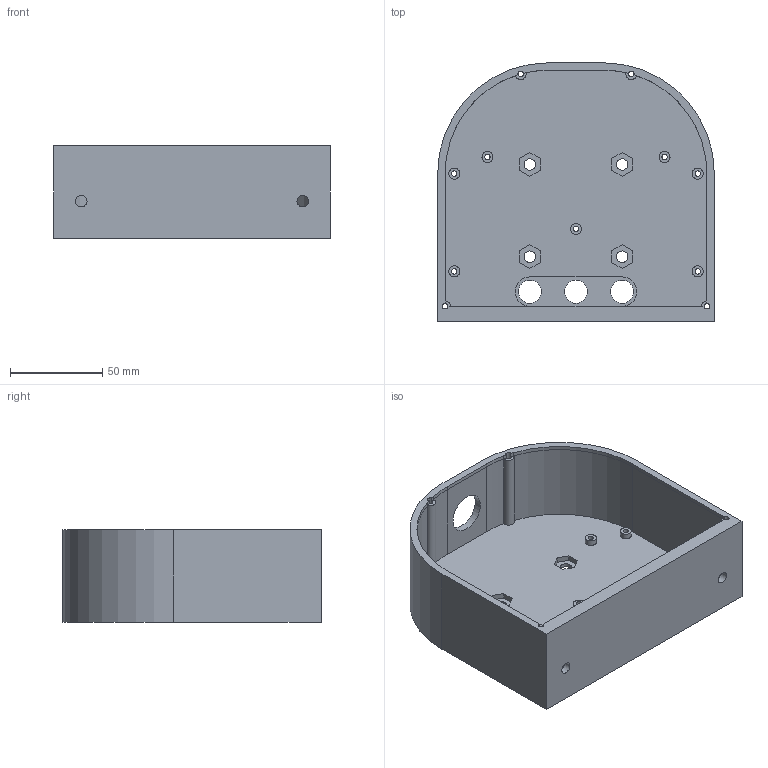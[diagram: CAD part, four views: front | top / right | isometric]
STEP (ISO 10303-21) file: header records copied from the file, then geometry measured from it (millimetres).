
FILE_DESCRIPTION(('FreeCAD Model'),'2;1');
FILE_NAME('Open CASCADE Shape Model','2024-03-04T03:30:37',(''),(''), 'Open CASCADE STEP processor 7.5','FreeCAD','Unknown');
FILE_SCHEMA(('AUTOMOTIVE_DESIGN { 1 0 10303 214 1 1 1 1 }'));
Length unit declared in the file: millimetre
Products named in the file (1): Body
Bounding box: 150 x 140 x 50 mm (x, y, z)
Volume: 208320.8 mm3; surface area: 90413.3 mm2
Topology: 1 solids, 1 shells, 123 faces, 310 edges, 199 vertices
Faces by surface type: plane 75, cylinder 48
Full cylindrical faces by diameter (mm): 2.9 x11, 6 x7, 6.2 x6, 12.5 x3, 21 x1
Entity records: 7830 total; most frequent: CARTESIAN_POINT 1283, DIRECTION 1272, LINE 736, VECTOR 736, ORIENTED_EDGE 620, PCURVE 620, DEFINITIONAL_REPRESENTATION 620, EDGE_CURVE 310
